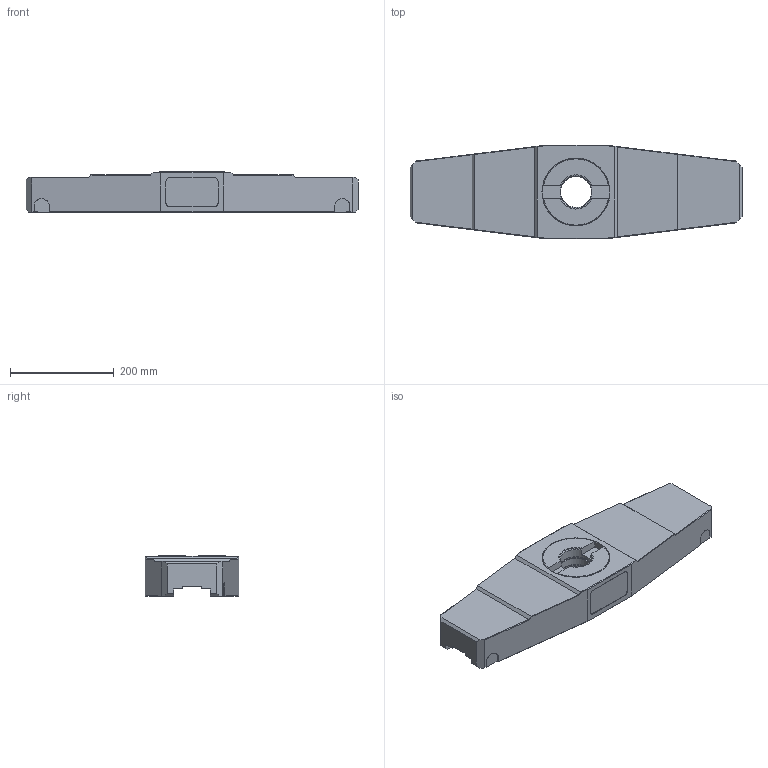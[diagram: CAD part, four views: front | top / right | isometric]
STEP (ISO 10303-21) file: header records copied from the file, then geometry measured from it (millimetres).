
FILE_DESCRIPTION(/* description */ (''),/* implementation_level */ '2;1');
FILE_NAME(/* name */ 'A731S001.stp',/* time_stamp */ '2017-11-06T13:18:30+06:00',/* author */ (''),/* organization */ (''),/* preprocessor_version */ 'ST-DEVELOPER v16',/* originating_system */ 'SIEMENS PLM Software NX 11.0',/* authorisation */ '');
FILE_SCHEMA (('AUTOMOTIVE_DESIGN { 1 0 10303 214 3 1 1 1 }'));
Length unit declared in the file: millimetre
Products named in the file (1): inpu0B089EAD9dxz
Bounding box: 640 x 180 x 77.6 mm (x, y, z)
Volume: 5760297.7 mm3; surface area: 349351.4 mm2
Topology: 1 solids, 2 shells, 177 faces, 487 edges, 317 vertices
Faces by surface type: plane 129, cylinder 31, cone 13, torus 4
Full cylindrical faces by diameter (mm): 60 x2, 64 x1, 130 x1, 135 x1
Entity records: 5650 total; most frequent: CARTESIAN_POINT 1068, ORIENTED_EDGE 948, DIRECTION 918, EDGE_CURVE 474, LINE 370, VECTOR 370, VERTEX_POINT 312, AXIS2_PLACEMENT_3D 274
